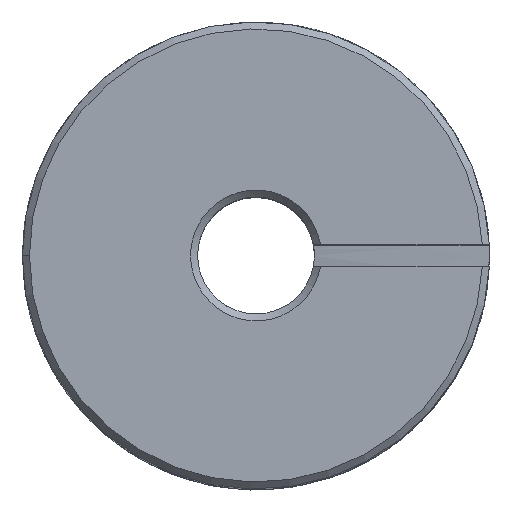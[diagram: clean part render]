
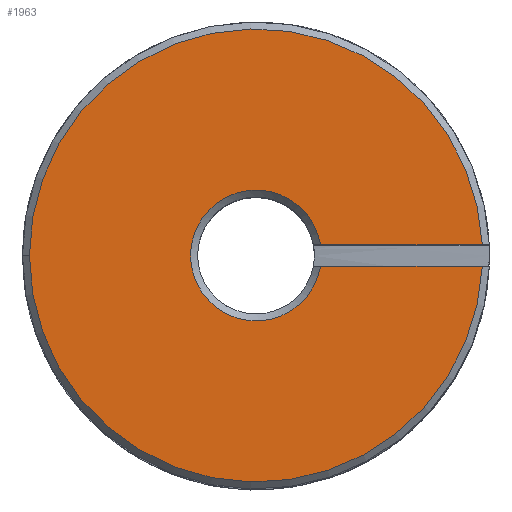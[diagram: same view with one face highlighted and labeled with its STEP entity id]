
A CAD part, top view. The second image highlights one B-rep face of the part: STEP entity #1963.
In plain terms, the highlighted planar face has unit normal (0, 0, 1).
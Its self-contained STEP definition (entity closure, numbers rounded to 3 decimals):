
#61 = VECTOR ( 'NONE', #1136, 1000. ) ;
#81 = VERTEX_POINT ( 'NONE', #2108 ) ;
#120 = ORIENTED_EDGE ( 'NONE', *, *, #2715, .F. ) ;
#123 = CARTESIAN_POINT ( 'NONE',  ( 9.69, 0.45, 0. ) ) ;
#307 = VECTOR ( 'NONE', #1272, 1000. ) ;
#308 = VERTEX_POINT ( 'NONE', #1527 ) ;
#344 = EDGE_CURVE ( 'NONE', #308, #81, #1037, .T. ) ;
#424 = VERTEX_POINT ( 'NONE', #1204 ) ;
#573 = ORIENTED_EDGE ( 'NONE', *, *, #2928, .F. ) ;
#578 = DIRECTION ( 'NONE',  ( 0., 0., 1. ) ) ;
#686 = AXIS2_PLACEMENT_3D ( 'NONE', #2055, #3246, #1838 ) ;
#760 = LINE ( 'NONE', #2391, #61 ) ;
#1037 = CIRCLE ( 'NONE', #1817, 9.7 ) ;
#1136 = DIRECTION ( 'NONE',  ( 1., 0., 0. ) ) ;
#1204 = CARTESIAN_POINT ( 'NONE',  ( 2.764, -0.45, 0. ) ) ;
#1263 = ORIENTED_EDGE ( 'NONE', *, *, #344, .T. ) ;
#1272 = DIRECTION ( 'NONE',  ( -1., 0., 0. ) ) ;
#1323 = PLANE ( 'NONE',  #686 ) ;
#1336 = DIRECTION ( 'NONE',  ( 1., 0., 0. ) ) ;
#1350 = DIRECTION ( 'NONE',  ( 0., 0., 1. ) ) ;
#1363 = CARTESIAN_POINT ( 'NONE',  ( 0., 0., 0. ) ) ;
#1499 = EDGE_CURVE ( 'NONE', #2497, #308, #1859, .T. ) ;
#1527 = CARTESIAN_POINT ( 'NONE',  ( -9.7, 0., 0. ) ) ;
#1566 = DIRECTION ( 'NONE',  ( 0., 0., -1. ) ) ;
#1782 = LINE ( 'NONE', #2729, #307 ) ;
#1815 = CARTESIAN_POINT ( 'NONE',  ( 2.764, 0.45, 0. ) ) ;
#1817 = AXIS2_PLACEMENT_3D ( 'NONE', #1363, #1350, #1336 ) ;
#1838 = DIRECTION ( 'NONE',  ( 1., 0., 0. ) ) ;
#1859 = CIRCLE ( 'NONE', #2534, 9.7 ) ;
#1963 = ADVANCED_FACE ( 'NONE', ( #2603 ), #1323, .T. ) ;
#2055 = CARTESIAN_POINT ( 'NONE',  ( 0., 0., 0. ) ) ;
#2108 = CARTESIAN_POINT ( 'NONE',  ( 9.69, -0.45, 0. ) ) ;
#2171 = CARTESIAN_POINT ( 'NONE',  ( 0., 0., 0. ) ) ;
#2271 = CIRCLE ( 'NONE', #3019, 2.8 ) ;
#2391 = CARTESIAN_POINT ( 'NONE',  ( 10.25, -0.45, 0. ) ) ;
#2417 = DIRECTION ( 'NONE',  ( 1., 0., 0. ) ) ;
#2497 = VERTEX_POINT ( 'NONE', #123 ) ;
#2534 = AXIS2_PLACEMENT_3D ( 'NONE', #2171, #578, #2417 ) ;
#2603 = FACE_OUTER_BOUND ( 'NONE', #2746, .T. ) ;
#2654 = ORIENTED_EDGE ( 'NONE', *, *, #3022, .T. ) ;
#2715 = EDGE_CURVE ( 'NONE', #424, #81, #760, .T. ) ;
#2729 = CARTESIAN_POINT ( 'NONE',  ( 10.25, 0.45, 0. ) ) ;
#2746 = EDGE_LOOP ( 'NONE', ( #120, #2654, #573, #3326, #1263 ) ) ;
#2928 = EDGE_CURVE ( 'NONE', #2497, #3062, #1782, .T. ) ;
#2987 = CARTESIAN_POINT ( 'NONE',  ( 0., 0., 0. ) ) ;
#3019 = AXIS2_PLACEMENT_3D ( 'NONE', #2987, #1566, #3228 ) ;
#3022 = EDGE_CURVE ( 'NONE', #424, #3062, #2271, .T. ) ;
#3062 = VERTEX_POINT ( 'NONE', #1815 ) ;
#3228 = DIRECTION ( 'NONE',  ( 1., 0., 0. ) ) ;
#3246 = DIRECTION ( 'NONE',  ( 0., 0., 1. ) ) ;
#3326 = ORIENTED_EDGE ( 'NONE', *, *, #1499, .T. ) ;
